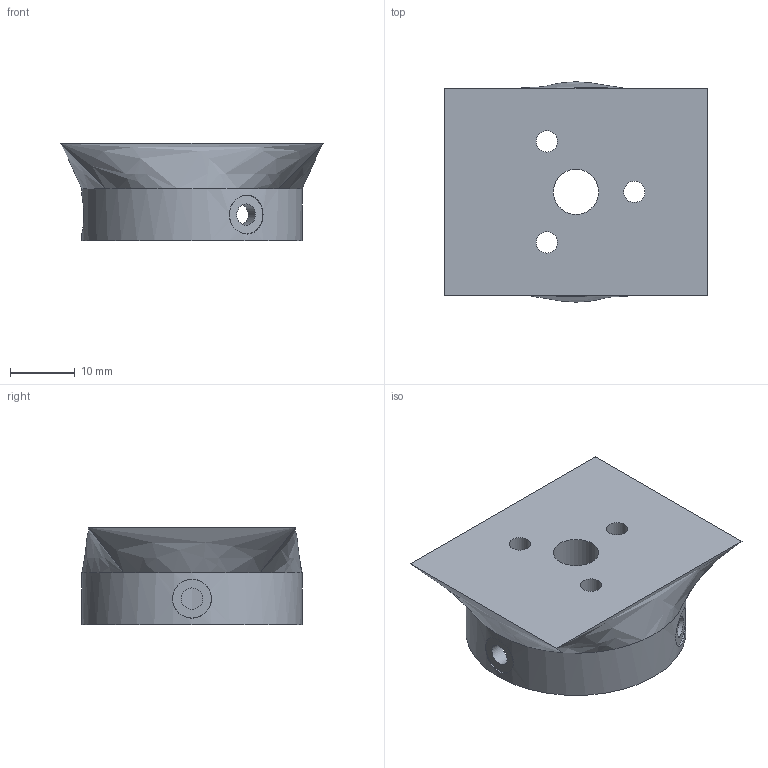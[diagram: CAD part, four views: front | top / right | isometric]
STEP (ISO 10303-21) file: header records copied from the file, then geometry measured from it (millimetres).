
FILE_DESCRIPTION(/* description */ (''),/* implementation_level */ '2;1');
FILE_NAME(/* name */ 'P202.step',/* time_stamp */ '2025-06-25T17:42:51+02:00',/* author */ (''),/* organization */ (''),/* preprocessor_version */ 'ST-DEVELOPER v20.1',/* originating_system */ 'Autodesk Translation Framework v14.10.0.0',/* authorisation */ '');
FILE_SCHEMA (('AUTOMOTIVE_DESIGN { 1 0 10303 214 3 1 1 }'));
Length unit declared in the file: millimetre
Products named in the file (1): P202
Bounding box: 40.5 x 34 x 15 mm (x, y, z)
Volume: 8402.2 mm3; surface area: 5201.6 mm2
Topology: 1 solids, 1 shells, 39 faces, 101 edges, 70 vertices
Faces by surface type: plane 18, cylinder 17, bspline 4
Full cylindrical faces by diameter (mm): 3.3 x6, 5.5 x3, 6 x3, 7 x1, 34 x1
Entity records: 1461 total; most frequent: CARTESIAN_POINT 416, DIRECTION 203, ORIENTED_EDGE 202, EDGE_CURVE 101, AXIS2_PLACEMENT_3D 75, VERTEX_POINT 70, EDGE_LOOP 59, LINE 53
